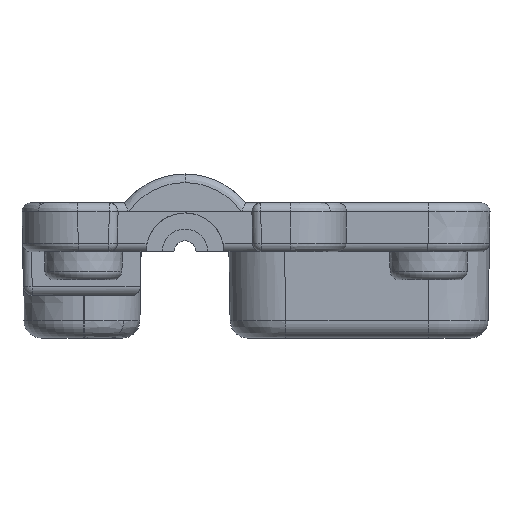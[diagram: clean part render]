
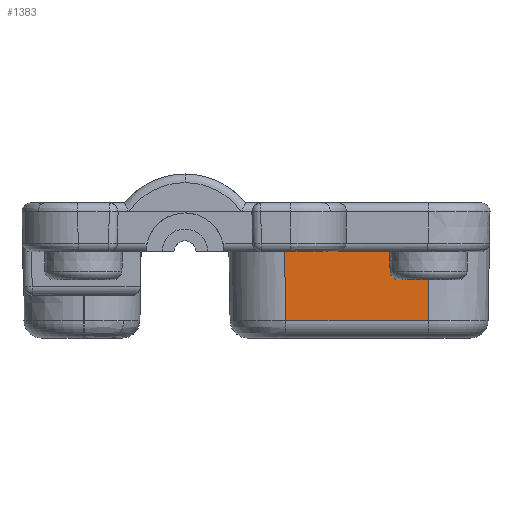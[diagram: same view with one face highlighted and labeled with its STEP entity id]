
A CAD part, front view. The second image highlights one B-rep face of the part: STEP entity #1383.
In plain terms, the highlighted planar face has unit normal (0, -1, -0.018).
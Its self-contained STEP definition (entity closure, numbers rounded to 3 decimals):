
#329 = ORIENTED_EDGE ( 'NONE', *, *, #13162, .F. ) ;
#513 = LINE ( 'NONE', #13176, #3366 ) ;
#659 = DIRECTION ( 'NONE',  ( -0.017, 0.017, -1. ) ) ;
#1383 = ADVANCED_FACE ( 'NONE', ( #11601 ), #3686, .T. ) ;
#1411 = VECTOR ( 'NONE', #2314, 1000. ) ;
#1852 = EDGE_LOOP ( 'NONE', ( #4219, #12179, #3768, #3072, #8510, #329 ) ) ;
#2086 = CARTESIAN_POINT ( 'NONE',  ( 15.5, -10.538, 12.063 ) ) ;
#2314 = DIRECTION ( 'NONE',  ( 1., 0., 0. ) ) ;
#2557 = EDGE_CURVE ( 'NONE', #9490, #4922, #13726, .T. ) ;
#3072 = ORIENTED_EDGE ( 'NONE', *, *, #11483, .T. ) ;
#3258 = CARTESIAN_POINT ( 'NONE',  ( 15.5, -10.538, 12.063 ) ) ;
#3366 = VECTOR ( 'NONE', #659, 1000. ) ;
#3445 = CARTESIAN_POINT ( 'NONE',  ( 15.5, -10.398, 4.06 ) ) ;
#3686 = PLANE ( 'NONE',  #12332 ) ;
#3768 = ORIENTED_EDGE ( 'NONE', *, *, #2557, .T. ) ;
#4219 = ORIENTED_EDGE ( 'NONE', *, *, #5616, .T. ) ;
#4419 = LINE ( 'NONE', #3258, #1411 ) ;
#4773 = CARTESIAN_POINT ( 'NONE',  ( -1.216, -10.538, 12.063 ) ) ;
#4781 = CARTESIAN_POINT ( 'NONE',  ( 15.5, -10.52, 11.021 ) ) ;
#4882 = DIRECTION ( 'NONE',  ( 1., 0., 0. ) ) ;
#4913 = CARTESIAN_POINT ( 'NONE',  ( 2.673, -10.398, 4.06 ) ) ;
#4922 = VERTEX_POINT ( 'NONE', #4913 ) ;
#4951 = CARTESIAN_POINT ( 'NONE',  ( 15.5, -10.398, 4.06 ) ) ;
#5308 = EDGE_CURVE ( 'NONE', #6069, #7216, #10282, .T. ) ;
#5515 = VECTOR ( 'NONE', #11379, 1000. ) ;
#5616 = EDGE_CURVE ( 'NONE', #10614, #12989, #513, .T. ) ;
#5952 = DIRECTION ( 'NONE',  ( 0., 0.017, -1. ) ) ;
#6069 = VERTEX_POINT ( 'NONE', #2086 ) ;
#6582 = CARTESIAN_POINT ( 'NONE',  ( -1.234, -10.52, 11.021 ) ) ;
#7216 = VERTEX_POINT ( 'NONE', #4951 ) ;
#7287 = VECTOR ( 'NONE', #7806, 1000. ) ;
#7806 = DIRECTION ( 'NONE',  ( 0., 0.017, -1. ) ) ;
#8510 = ORIENTED_EDGE ( 'NONE', *, *, #5308, .F. ) ;
#8713 = VECTOR ( 'NONE', #9379, 1000. ) ;
#9379 = DIRECTION ( 'NONE',  ( 0.017, 0.017, -1. ) ) ;
#9490 = VERTEX_POINT ( 'NONE', #10405 ) ;
#10282 = LINE ( 'NONE', #11153, #7287 ) ;
#10405 = CARTESIAN_POINT ( 'NONE',  ( 2.552, -10.52, 11.021 ) ) ;
#10614 = VERTEX_POINT ( 'NONE', #4773 ) ;
#10831 = VECTOR ( 'NONE', #4882, 1000. ) ;
#11153 = CARTESIAN_POINT ( 'NONE',  ( 15.5, -10.506, 10.241 ) ) ;
#11379 = DIRECTION ( 'NONE',  ( 1., 0., 0. ) ) ;
#11483 = EDGE_CURVE ( 'NONE', #4922, #7216, #12286, .T. ) ;
#11601 = FACE_OUTER_BOUND ( 'NONE', #1852, .T. ) ;
#11631 = CARTESIAN_POINT ( 'NONE',  ( 15.5, -10.506, 10.241 ) ) ;
#11730 = DIRECTION ( 'NONE',  ( 0., -1., -0.017 ) ) ;
#12179 = ORIENTED_EDGE ( 'NONE', *, *, #12400, .T. ) ;
#12286 = LINE ( 'NONE', #3445, #5515 ) ;
#12332 = AXIS2_PLACEMENT_3D ( 'NONE', #11631, #11730, #5952 ) ;
#12400 = EDGE_CURVE ( 'NONE', #12989, #9490, #14079, .T. ) ;
#12615 = CARTESIAN_POINT ( 'NONE',  ( 2.699, -10.373, 2.587 ) ) ;
#12989 = VERTEX_POINT ( 'NONE', #6582 ) ;
#13162 = EDGE_CURVE ( 'NONE', #10614, #6069, #4419, .T. ) ;
#13176 = CARTESIAN_POINT ( 'NONE',  ( -1.243, -10.511, 10.533 ) ) ;
#13726 = LINE ( 'NONE', #12615, #8713 ) ;
#14079 = LINE ( 'NONE', #4781, #10831 ) ;
